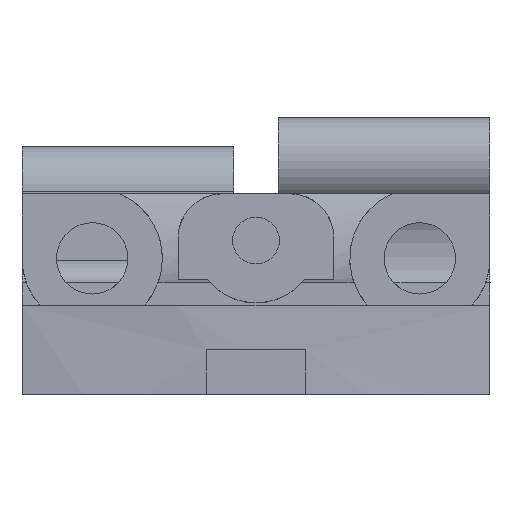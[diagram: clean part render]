
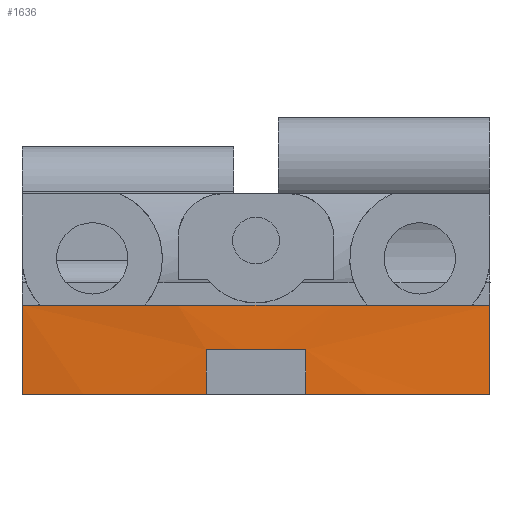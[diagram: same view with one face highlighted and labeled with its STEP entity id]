
A CAD part, front view. The second image highlights one B-rep face of the part: STEP entity #1636.
In plain terms, the highlighted cylindrical face has radius 90 mm (diameter 180 mm), a partial arc.
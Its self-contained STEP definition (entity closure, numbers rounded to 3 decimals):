
#23=CYLINDRICAL_SURFACE('',#1742,90.);
#66=CIRCLE('',#1734,90.);
#70=CIRCLE('',#1743,90.);
#71=CIRCLE('',#1744,90.);
#72=CIRCLE('',#1745,90.);
#144=FACE_OUTER_BOUND('',#234,.T.);
#234=EDGE_LOOP('',(#1110,#1111,#1112,#1113,#1114,#1115,#1116,#1117));
#322=LINE('',#2383,#493);
#328=LINE('',#2395,#499);
#341=LINE('',#2432,#512);
#342=LINE('',#2436,#513);
#493=VECTOR('',#1893,10.);
#499=VECTOR('',#1901,10.);
#512=VECTOR('',#1938,10.);
#513=VECTOR('',#1941,10.);
#663=VERTEX_POINT('',#2379);
#665=VERTEX_POINT('',#2382);
#668=VERTEX_POINT('',#2389);
#670=VERTEX_POINT('',#2393);
#681=VERTEX_POINT('',#2429);
#682=VERTEX_POINT('',#2431);
#683=VERTEX_POINT('',#2433);
#684=VERTEX_POINT('',#2435);
#828=EDGE_CURVE('',#665,#663,#322,.T.);
#834=EDGE_CURVE('',#668,#670,#328,.T.);
#837=EDGE_CURVE('',#670,#665,#66,.T.);
#851=EDGE_CURVE('',#681,#663,#70,.T.);
#852=EDGE_CURVE('',#682,#681,#341,.T.);
#853=EDGE_CURVE('',#682,#683,#71,.T.);
#854=EDGE_CURVE('',#683,#684,#342,.T.);
#855=EDGE_CURVE('',#668,#684,#72,.T.);
#1110=ORIENTED_EDGE('',*,*,#834,.T.);
#1111=ORIENTED_EDGE('',*,*,#837,.T.);
#1112=ORIENTED_EDGE('',*,*,#828,.T.);
#1113=ORIENTED_EDGE('',*,*,#851,.F.);
#1114=ORIENTED_EDGE('',*,*,#852,.F.);
#1115=ORIENTED_EDGE('',*,*,#853,.T.);
#1116=ORIENTED_EDGE('',*,*,#854,.T.);
#1117=ORIENTED_EDGE('',*,*,#855,.F.);
#1636=ADVANCED_FACE('',(#144),#23,.T.);
#1734=AXIS2_PLACEMENT_3D('',#2400,#1908,#1909);
#1742=AXIS2_PLACEMENT_3D('',#2428,#1934,#1935);
#1743=AXIS2_PLACEMENT_3D('',#2430,#1936,#1937);
#1744=AXIS2_PLACEMENT_3D('',#2434,#1939,#1940);
#1745=AXIS2_PLACEMENT_3D('',#2437,#1942,#1943);
#1893=DIRECTION('',(0.,0.,-1.));
#1901=DIRECTION('',(0.,0.,1.));
#1908=DIRECTION('center_axis',(0.,0.,1.));
#1909=DIRECTION('ref_axis',(-0.117,-0.993,0.));
#1934=DIRECTION('center_axis',(0.,0.,-1.));
#1935=DIRECTION('ref_axis',(-0.117,-0.993,0.));
#1936=DIRECTION('center_axis',(0.,0.,-1.));
#1937=DIRECTION('ref_axis',(-0.117,-0.993,0.));
#1938=DIRECTION('',(0.,0.,-1.));
#1939=DIRECTION('center_axis',(0.,0.,-1.));
#1940=DIRECTION('ref_axis',(-0.117,-0.993,0.));
#1941=DIRECTION('',(0.,0.,-1.));
#1942=DIRECTION('center_axis',(0.,0.,-1.));
#1943=DIRECTION('ref_axis',(-0.117,-0.993,0.));
#2379=CARTESIAN_POINT('',(2.236,-19.757,-5.));
#2382=CARTESIAN_POINT('',(2.236,-19.757,-3.));
#2383=CARTESIAN_POINT('',(2.236,-19.757,0.));
#2389=CARTESIAN_POINT('',(-2.236,-19.757,-5.));
#2393=CARTESIAN_POINT('',(-2.236,-19.757,-3.));
#2395=CARTESIAN_POINT('',(-2.236,-19.757,0.));
#2400=CARTESIAN_POINT('Origin',(0.,70.216,
-3.));
#2428=CARTESIAN_POINT('Origin',(0.,70.216,
0.));
#2429=CARTESIAN_POINT('',(10.5,-19.17,-5.));
#2430=CARTESIAN_POINT('Origin',(0.,70.216,
-5.));
#2431=CARTESIAN_POINT('',(10.5,-19.17,-1.));
#2432=CARTESIAN_POINT('',(10.5,-19.17,0.));
#2433=CARTESIAN_POINT('',(-10.5,-19.17,-1.));
#2434=CARTESIAN_POINT('Origin',(0.,70.216,
-1.));
#2435=CARTESIAN_POINT('',(-10.5,-19.17,-5.));
#2436=CARTESIAN_POINT('',(-10.5,-19.17,0.));
#2437=CARTESIAN_POINT('Origin',(0.,70.216,
-5.));
